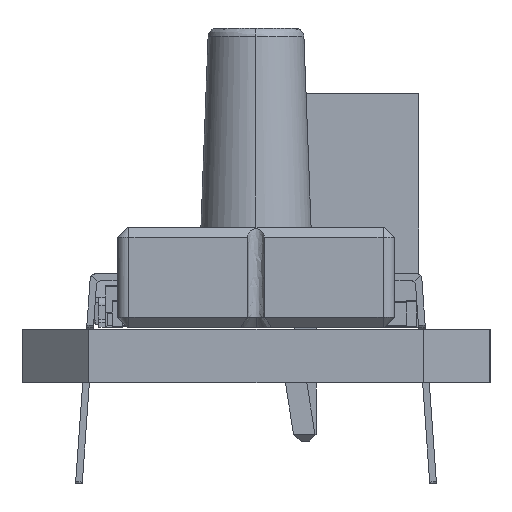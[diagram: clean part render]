
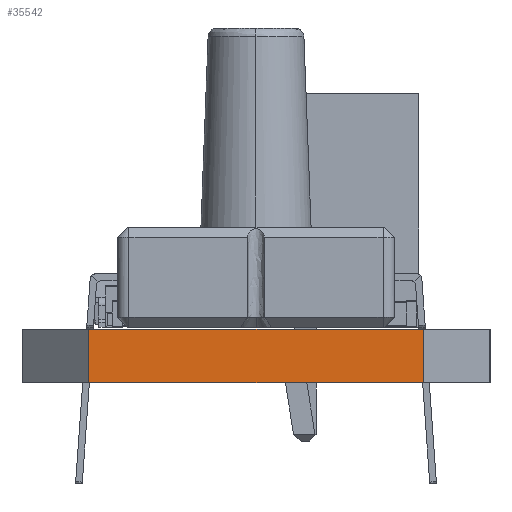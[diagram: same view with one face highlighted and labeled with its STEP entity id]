
A CAD part, left-side view. The second image highlights one B-rep face of the part: STEP entity #35542.
In plain terms, the highlighted planar face has unit normal (-1, 0, 0).
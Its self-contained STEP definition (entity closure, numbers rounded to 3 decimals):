
#34005 = PLANE('',#34006);
#34006 = AXIS2_PLACEMENT_3D('',#34007,#34008,#34009);
#34007 = CARTESIAN_POINT('',(0.,0.,1.6)
  );
#34008 = DIRECTION('',(-0.,-0.,-1.));
#34009 = DIRECTION('',(-1.,0.,0.));
#34033 = PLANE('',#34034);
#34034 = AXIS2_PLACEMENT_3D('',#34035,#34036,#34037);
#34035 = CARTESIAN_POINT('',(-16.5,-7.,0.));
#34036 = DIRECTION('',(-0.707,-0.707,0.));
#34037 = DIRECTION('',(-0.707,0.707,0.));
#34059 = PLANE('',#34060);
#34060 = AXIS2_PLACEMENT_3D('',#34061,#34062,#34063);
#34061 = CARTESIAN_POINT('',(0.,0.,0.)
  );
#34062 = DIRECTION('',(-0.,-0.,-1.));
#34063 = DIRECTION('',(-1.,0.,0.));
#34152 = VERTEX_POINT('',#34153);
#34153 = CARTESIAN_POINT('',(-18.5,-5.,1.6));
#34174 = EDGE_CURVE('',#34175,#34152,#34177,.T.);
#34175 = VERTEX_POINT('',#34176);
#34176 = CARTESIAN_POINT('',(-18.5,-5.,0.));
#34177 = SURFACE_CURVE('',#34178,(#34182,#34189),.PCURVE_S1.);
#34178 = LINE('',#34179,#34180);
#34179 = CARTESIAN_POINT('',(-18.5,-5.,0.));
#34180 = VECTOR('',#34181,1.);
#34181 = DIRECTION('',(0.,0.,1.));
#34182 = PCURVE('',#34033,#34183);
#34183 = DEFINITIONAL_REPRESENTATION('',(#34184),#34188);
#34184 = LINE('',#34185,#34186);
#34185 = CARTESIAN_POINT('',(2.828,0.));
#34186 = VECTOR('',#34187,1.);
#34187 = DIRECTION('',(0.,-1.));
#34188 = ( GEOMETRIC_REPRESENTATION_CONTEXT(2) 
PARAMETRIC_REPRESENTATION_CONTEXT() REPRESENTATION_CONTEXT('2D SPACE',''
  ) );
#34189 = PCURVE('',#34190,#34195);
#34190 = PLANE('',#34191);
#34191 = AXIS2_PLACEMENT_3D('',#34192,#34193,#34194);
#34192 = CARTESIAN_POINT('',(-18.5,-5.,0.));
#34193 = DIRECTION('',(-1.,0.,0.));
#34194 = DIRECTION('',(0.,1.,0.));
#34195 = DEFINITIONAL_REPRESENTATION('',(#34196),#34200);
#34196 = LINE('',#34197,#34198);
#34197 = CARTESIAN_POINT('',(0.,0.));
#34198 = VECTOR('',#34199,1.);
#34199 = DIRECTION('',(0.,-1.));
#34200 = ( GEOMETRIC_REPRESENTATION_CONTEXT(2) 
PARAMETRIC_REPRESENTATION_CONTEXT() REPRESENTATION_CONTEXT('2D SPACE',''
  ) );
#34228 = EDGE_CURVE('',#34175,#34229,#34231,.T.);
#34229 = VERTEX_POINT('',#34230);
#34230 = CARTESIAN_POINT('',(-18.5,5.,0.));
#34231 = SURFACE_CURVE('',#34232,(#34236,#34243),.PCURVE_S1.);
#34232 = LINE('',#34233,#34234);
#34233 = CARTESIAN_POINT('',(-18.5,-5.,0.));
#34234 = VECTOR('',#34235,1.);
#34235 = DIRECTION('',(0.,1.,0.));
#34236 = PCURVE('',#34059,#34237);
#34237 = DEFINITIONAL_REPRESENTATION('',(#34238),#34242);
#34238 = LINE('',#34239,#34240);
#34239 = CARTESIAN_POINT('',(18.5,-5.));
#34240 = VECTOR('',#34241,1.);
#34241 = DIRECTION('',(0.,1.));
#34242 = ( GEOMETRIC_REPRESENTATION_CONTEXT(2) 
PARAMETRIC_REPRESENTATION_CONTEXT() REPRESENTATION_CONTEXT('2D SPACE',''
  ) );
#34243 = PCURVE('',#34190,#34244);
#34244 = DEFINITIONAL_REPRESENTATION('',(#34245),#34249);
#34245 = LINE('',#34246,#34247);
#34246 = CARTESIAN_POINT('',(0.,0.));
#34247 = VECTOR('',#34248,1.);
#34248 = DIRECTION('',(1.,0.));
#34249 = ( GEOMETRIC_REPRESENTATION_CONTEXT(2) 
PARAMETRIC_REPRESENTATION_CONTEXT() REPRESENTATION_CONTEXT('2D SPACE',''
  ) );
#34267 = PLANE('',#34268);
#34268 = AXIS2_PLACEMENT_3D('',#34269,#34270,#34271);
#34269 = CARTESIAN_POINT('',(-18.5,5.,0.));
#34270 = DIRECTION('',(-0.707,0.707,0.));
#34271 = DIRECTION('',(0.707,0.707,0.));
#34922 = EDGE_CURVE('',#34152,#34923,#34925,.T.);
#34923 = VERTEX_POINT('',#34924);
#34924 = CARTESIAN_POINT('',(-18.5,5.,1.6));
#34925 = SURFACE_CURVE('',#34926,(#34930,#34937),.PCURVE_S1.);
#34926 = LINE('',#34927,#34928);
#34927 = CARTESIAN_POINT('',(-18.5,-5.,1.6));
#34928 = VECTOR('',#34929,1.);
#34929 = DIRECTION('',(0.,1.,0.));
#34930 = PCURVE('',#34005,#34931);
#34931 = DEFINITIONAL_REPRESENTATION('',(#34932),#34936);
#34932 = LINE('',#34933,#34934);
#34933 = CARTESIAN_POINT('',(18.5,-5.));
#34934 = VECTOR('',#34935,1.);
#34935 = DIRECTION('',(0.,1.));
#34936 = ( GEOMETRIC_REPRESENTATION_CONTEXT(2) 
PARAMETRIC_REPRESENTATION_CONTEXT() REPRESENTATION_CONTEXT('2D SPACE',''
  ) );
#34937 = PCURVE('',#34190,#34938);
#34938 = DEFINITIONAL_REPRESENTATION('',(#34939),#34943);
#34939 = LINE('',#34940,#34941);
#34940 = CARTESIAN_POINT('',(0.,-1.6));
#34941 = VECTOR('',#34942,1.);
#34942 = DIRECTION('',(1.,0.));
#34943 = ( GEOMETRIC_REPRESENTATION_CONTEXT(2) 
PARAMETRIC_REPRESENTATION_CONTEXT() REPRESENTATION_CONTEXT('2D SPACE',''
  ) );
#35542 = ADVANCED_FACE('',(#35543),#34190,.T.);
#35543 = FACE_BOUND('',#35544,.T.);
#35544 = EDGE_LOOP('',(#35545,#35546,#35547,#35568));
#35545 = ORIENTED_EDGE('',*,*,#34174,.T.);
#35546 = ORIENTED_EDGE('',*,*,#34922,.T.);
#35547 = ORIENTED_EDGE('',*,*,#35548,.F.);
#35548 = EDGE_CURVE('',#34229,#34923,#35549,.T.);
#35549 = SURFACE_CURVE('',#35550,(#35554,#35561),.PCURVE_S1.);
#35550 = LINE('',#35551,#35552);
#35551 = CARTESIAN_POINT('',(-18.5,5.,0.));
#35552 = VECTOR('',#35553,1.);
#35553 = DIRECTION('',(0.,0.,1.));
#35554 = PCURVE('',#34190,#35555);
#35555 = DEFINITIONAL_REPRESENTATION('',(#35556),#35560);
#35556 = LINE('',#35557,#35558);
#35557 = CARTESIAN_POINT('',(10.,0.));
#35558 = VECTOR('',#35559,1.);
#35559 = DIRECTION('',(0.,-1.));
#35560 = ( GEOMETRIC_REPRESENTATION_CONTEXT(2) 
PARAMETRIC_REPRESENTATION_CONTEXT() REPRESENTATION_CONTEXT('2D SPACE',''
  ) );
#35561 = PCURVE('',#34267,#35562);
#35562 = DEFINITIONAL_REPRESENTATION('',(#35563),#35567);
#35563 = LINE('',#35564,#35565);
#35564 = CARTESIAN_POINT('',(0.,0.));
#35565 = VECTOR('',#35566,1.);
#35566 = DIRECTION('',(0.,-1.));
#35567 = ( GEOMETRIC_REPRESENTATION_CONTEXT(2) 
PARAMETRIC_REPRESENTATION_CONTEXT() REPRESENTATION_CONTEXT('2D SPACE',''
  ) );
#35568 = ORIENTED_EDGE('',*,*,#34228,.F.);
